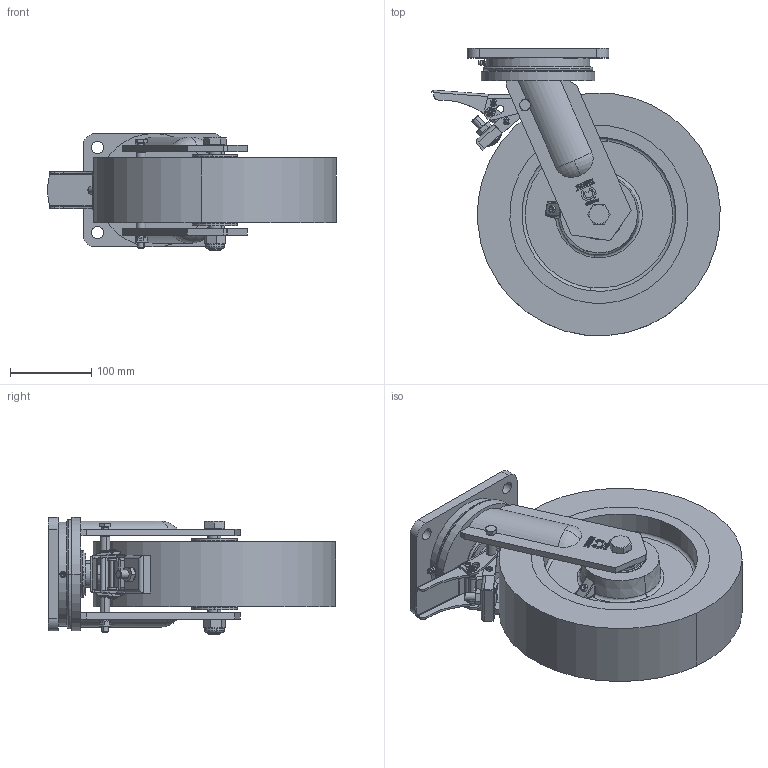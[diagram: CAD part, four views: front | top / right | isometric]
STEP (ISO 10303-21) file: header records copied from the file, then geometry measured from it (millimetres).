
FILE_DESCRIPTION (( 'STEP AP214' ), '1' );
FILE_NAME ('0051767.step', '2023-03-16T10:56:13', ( '' ), ( '' ), 'SwSTEP 2.0', 'SolidWorks 2020', '' );
FILE_SCHEMA (( 'AUTOMOTIVE_DESIGN' ));
Length unit declared in the file: millimetre
Products named in the file (1): 0051767
Bounding box: 355.83 x 354.68 x 144.5 mm (x, y, z)
Surface area: 602761.6 mm2 (no closed solid volume)
Topology: 0 solids, 60 shells, 520 faces, 2073 edges, 1591 vertices
Faces by surface type: plane 216, cylinder 152, cone 57, torus 49, bspline 38, sphere 8
Entity records: 30319 total; most frequent: CARTESIAN_POINT 9199, ORIENTED_EDGE 3014, DIRECTION 2693, EDGE_CURVE 2067, VERTEX_POINT 1589, AXIS2_PLACEMENT_3D 1038, B_SPLINE_CURVE_WITH_KNOTS 802, EDGE_LOOP 651
